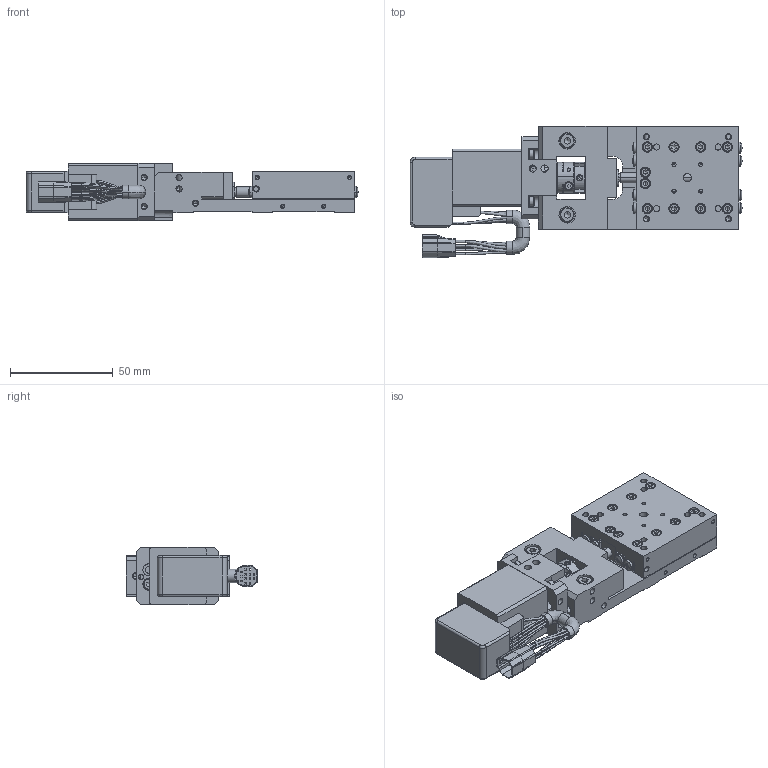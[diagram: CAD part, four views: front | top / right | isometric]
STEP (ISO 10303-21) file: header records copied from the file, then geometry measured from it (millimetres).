
FILE_DESCRIPTION( (''), '2;1');
FILE_NAME ('DR051293-0001-000-00.stp','2019-04-18T16:29:06',(''),(''),'spGate 13.4.4','','');
FILE_SCHEMA (('AUTOMOTIVE_DESIGN'));
Length unit declared in the file: millimetre
Products named in the file (7): Assembly; DR051293-0001-000-00-prt0; DR051293-0001-000-00-prt1; DR051293-0001-000-00-prt2; DR051293-0001-000-00-prt3; DR051293-0001-000-00-prt4; DR051293-0001-000-00-prt5
Assembly tree (6 placements, depth 2):
  Assembly
    DR051293-0001-000-00-prt0
    DR051293-0001-000-00-prt1
    DR051293-0001-000-00-prt2
    DR051293-0001-000-00-prt3
    DR051293-0001-000-00-prt4
    DR051293-0001-000-00-prt5
Bounding box: 161.59 x 63.78 x 28 mm (x, y, z)
Volume: 123719.4 mm3; surface area: 54102 mm2
Topology: 6 solids, 6 shells, 2235 faces, 5447 edges, 3293 vertices
Faces by surface type: plane 1163, cylinder 604, bspline 452, sphere 16
Full cylindrical faces by diameter (mm): 2.6 x1, 3 x2
Entity records: 112793 total; most frequent: CARTESIAN_POINT 20389, ORIENTED_EDGE 10612, DIRECTION 9530, COLOUR_RGB 7547, PRESENTATION_STYLE_ASSIGNMENT 7547, STYLED_ITEM 7547, EDGE_CURVE 5306, DRAUGHTING_PRE_DEFINED_CURVE_FONT 5306
